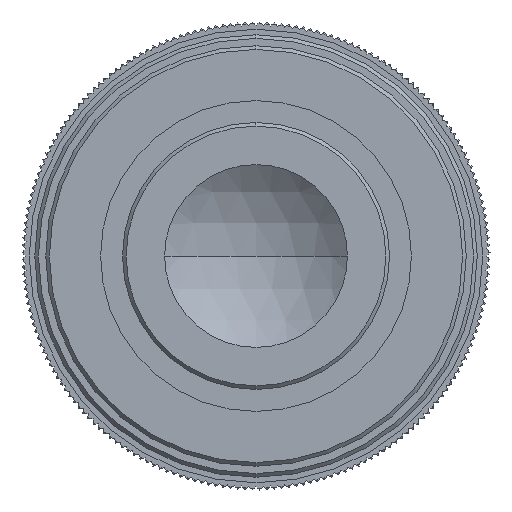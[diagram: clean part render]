
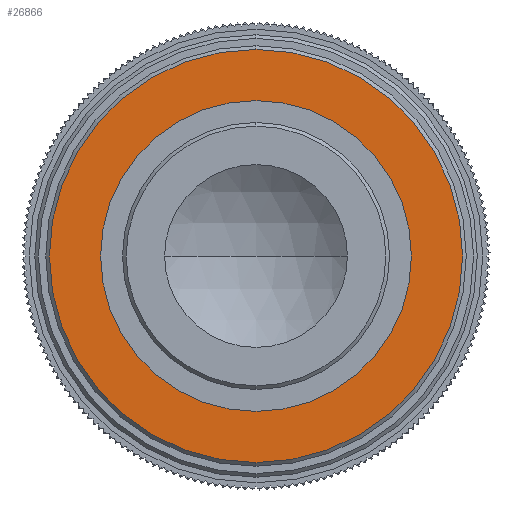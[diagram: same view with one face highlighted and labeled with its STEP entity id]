
A CAD part, left-side view. The second image highlights one B-rep face of the part: STEP entity #26866.
In plain terms, the highlighted planar face has unit normal (-1, 0, 0).
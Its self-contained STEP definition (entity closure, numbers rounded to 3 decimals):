
#342 = EDGE_CURVE ( 'Defeature ausgef�hrt1_5+Defeature ausgef�hrt1_11+Defeature ausgef�hrt1_11+Defeature ausgef�hrt1_11', #4198, #20622, #16722, .T. ) ;
#1324 = VERTEX_POINT ( 'NONE', #26723 ) ;
#3730 = DIRECTION ( 'NONE',  ( 0., 0., -1. ) ) ;
#4079 = DIRECTION ( 'NONE',  ( -1., 0., 0. ) ) ;
#4198 = VERTEX_POINT ( 'NONE', #22629 ) ;
#5170 = DIRECTION ( 'NONE',  ( 0., 0., -1. ) ) ;
#5424 = EDGE_LOOP ( 'NONE', ( #26570, #26082 ) ) ;
#5574 = AXIS2_PLACEMENT_3D ( 'NONE', #16770, #30803, #8805 ) ;
#8805 = DIRECTION ( 'NONE',  ( 0., 0., -1. ) ) ;
#9306 = AXIS2_PLACEMENT_3D ( 'NONE', #31465, #4079, #3730 ) ;
#10542 = CARTESIAN_POINT ( 'NONE',  ( 4.422, 42.5, 0. ) ) ;
#10620 = EDGE_CURVE ( 'Defeature ausgef�hrt1_13+Defeature ausgef�hrt1_5+Defeature ausgef�hrt1_5+Defeature ausgef�hrt1_5', #26497, #1324, #30978, .T. ) ;
#10871 = CIRCLE ( 'NONE', #29291, 42.1 ) ;
#11289 = DIRECTION ( 'NONE',  ( -1., 0., 0. ) ) ;
#11638 = CARTESIAN_POINT ( 'NONE',  ( 4.422, 0., 0. ) ) ;
#12975 = DIRECTION ( 'NONE',  ( 1., 0., 0. ) ) ;
#13258 = DIRECTION ( 'NONE',  ( 0., 0., 1. ) ) ;
#14109 = EDGE_LOOP ( 'NONE', ( #31158, #34278 ) ) ;
#16722 = CIRCLE ( 'NONE', #9306, 56.5 ) ;
#16770 = CARTESIAN_POINT ( 'NONE',  ( 4.422, 0., 0. ) ) ;
#17091 = AXIS2_PLACEMENT_3D ( 'NONE', #10542, #12975, #5170 ) ;
#19027 = CARTESIAN_POINT ( 'NONE',  ( 4.422, 0., 0. ) ) ;
#20622 = VERTEX_POINT ( 'NONE', #21383 ) ;
#21100 = AXIS2_PLACEMENT_3D ( 'NONE', #19027, #35340, #13258 ) ;
#21383 = CARTESIAN_POINT ( 'NONE',  ( 4.422, 0., 56.5 ) ) ;
#22629 = CARTESIAN_POINT ( 'NONE',  ( 4.422, 0., -56.5 ) ) ;
#26082 = ORIENTED_EDGE ( 'NONE', *, *, #26093, .T. ) ;
#26093 = EDGE_CURVE ( 'Defeature ausgef�hrt1_5+Defeature ausgef�hrt1_11+Defeature ausgef�hrt1_11+Defeature ausgef�hrt1_11', #20622, #4198, #28565, .T. ) ;
#26497 = VERTEX_POINT ( 'NONE', #33425 ) ;
#26537 = EDGE_CURVE ( 'Defeature ausgef�hrt1_13+Defeature ausgef�hrt1_5+Defeature ausgef�hrt1_5+Defeature ausgef�hrt1_5', #1324, #26497, #10871, .T. ) ;
#26570 = ORIENTED_EDGE ( 'NONE', *, *, #342, .T. ) ;
#26723 = CARTESIAN_POINT ( 'NONE',  ( 4.422, 0., -42.1 ) ) ;
#26866 = ADVANCED_FACE ( 'Defeature ausgef�hrt1_5', ( #32374, #33245 ), #29670, .F. ) ;
#28565 = CIRCLE ( 'NONE', #5574, 56.5 ) ;
#29291 = AXIS2_PLACEMENT_3D ( 'NONE', #11638, #11289, #30538 ) ;
#29670 = PLANE ( 'NONE',  #17091 ) ;
#30538 = DIRECTION ( 'NONE',  ( 0., 0., 1. ) ) ;
#30803 = DIRECTION ( 'NONE',  ( -1., 0., 0. ) ) ;
#30978 = CIRCLE ( 'NONE', #21100, 42.1 ) ;
#31158 = ORIENTED_EDGE ( 'NONE', *, *, #10620, .F. ) ;
#31465 = CARTESIAN_POINT ( 'NONE',  ( 4.422, 0., 0. ) ) ;
#32374 = FACE_OUTER_BOUND ( 'NONE', #5424, .T. ) ;
#33245 = FACE_BOUND ( 'NONE', #14109, .T. ) ;
#33425 = CARTESIAN_POINT ( 'NONE',  ( 4.422, 0., 42.1 ) ) ;
#34278 = ORIENTED_EDGE ( 'NONE', *, *, #26537, .F. ) ;
#35340 = DIRECTION ( 'NONE',  ( -1., 0., 0. ) ) ;
